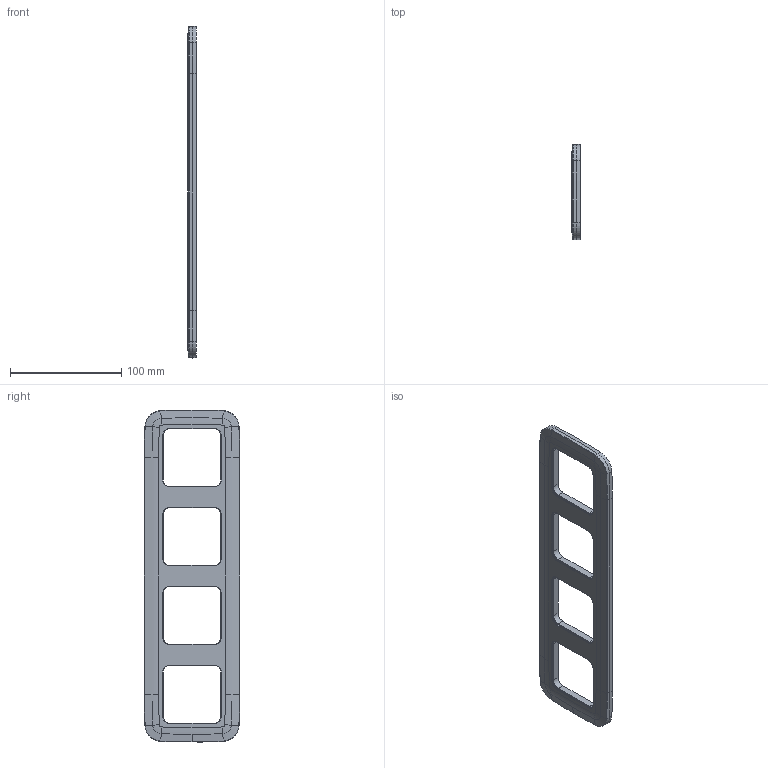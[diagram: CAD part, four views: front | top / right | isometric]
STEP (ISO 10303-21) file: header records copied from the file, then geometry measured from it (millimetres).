
FILE_DESCRIPTION (( 'STEP AP214' ), '1' );
FILE_NAME ('s86_l1-4bk-y.STEP', '2025-03-24T09:56:08', ( '' ), ( '' ), 'SwSTEP 2.0', 'SolidWorks 2022', '' );
FILE_SCHEMA (( 'AUTOMOTIVE_DESIGN' ));
Length unit declared in the file: millimetre
Products named in the file (1): s86_l1-4bk-y
Bounding box: 7.8 x 86 x 298.86 mm (x, y, z)
Volume: 110755.7 mm3; surface area: 40951.2 mm2
Topology: 1 solids, 1 shells, 367 faces, 983 edges, 626 vertices
Faces by surface type: plane 160, cone 125, cylinder 46, torus 32, bspline 4
Entity records: 11713 total; most frequent: CARTESIAN_POINT 2565, ORIENTED_EDGE 1966, DIRECTION 1885, EDGE_CURVE 983, AXIS2_PLACEMENT_3D 714, VERTEX_POINT 626, VECTOR 457, LINE 457
